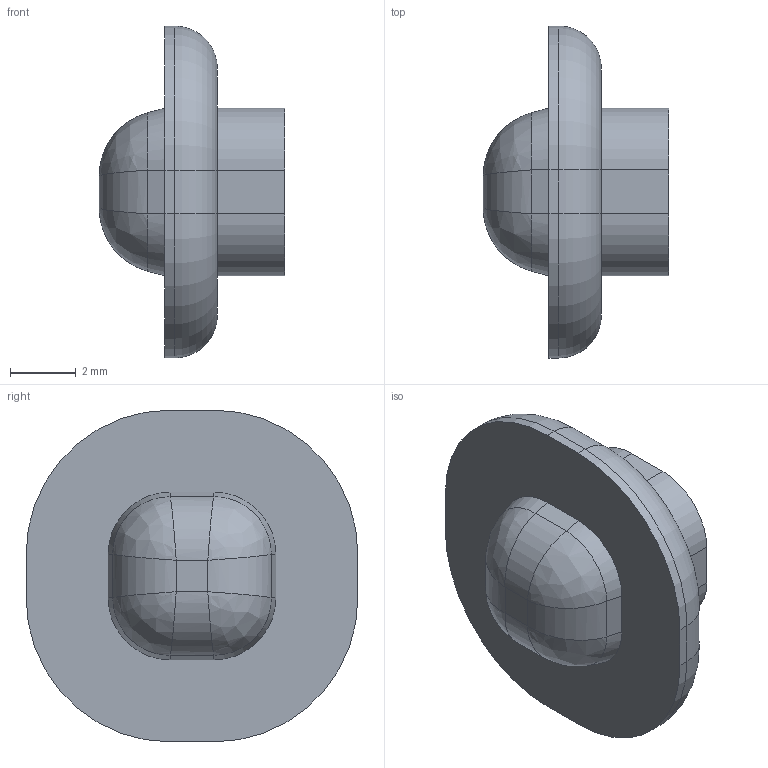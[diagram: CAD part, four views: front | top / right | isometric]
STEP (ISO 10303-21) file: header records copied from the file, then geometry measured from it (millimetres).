
FILE_DESCRIPTION(/* description */ (''),/* implementation_level */ '2;1');
FILE_NAME(/* name */ 'Tinabel''s-Supercon-2025-Badge-Enclosure-Basic-Switch-1.0.step',/* time_stamp */ '2025-10-30T05:53:00+01:00',/* author */ (''),/* organization */ (''),/* preprocessor_version */ 'ST-DEVELOPER v20.1',/* originating_system */ 'Autodesk Translation Framework v14.17.0.0',/* authorisation */ '');
FILE_SCHEMA (('AUTOMOTIVE_DESIGN { 1 0 10303 214 3 1 1 }'));
Length unit declared in the file: millimetre
Products named in the file (1): Tina's Communicator Enclosure
Bounding box: 5.65 x 10.1 x 10.1 mm (x, y, z)
Volume: 197.1 mm3; surface area: 270.6 mm2
Topology: 1 solids, 1 shells, 53 faces, 128 edges, 76 vertices
Faces by surface type: plane 21, cylinder 20, torus 4, bspline 4, cone 4
Entity records: 1953 total; most frequent: CARTESIAN_POINT 702, DIRECTION 252, ORIENTED_EDGE 248, EDGE_CURVE 124, AXIS2_PLACEMENT_3D 90, VERTEX_POINT 76, LINE 72, VECTOR 72
